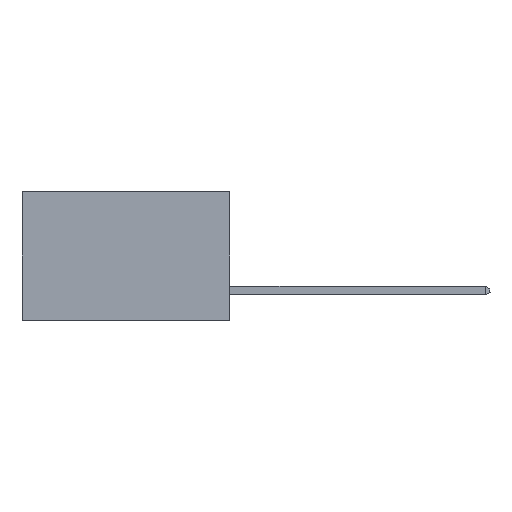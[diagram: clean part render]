
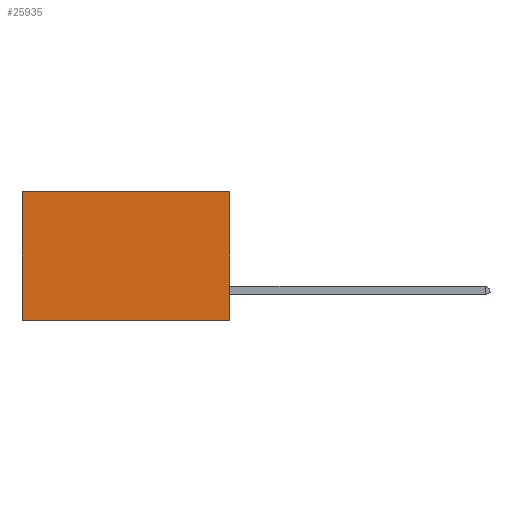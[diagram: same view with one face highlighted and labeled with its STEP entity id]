
A CAD part, left-side view. The second image highlights one B-rep face of the part: STEP entity #25935.
In plain terms, the highlighted planar face has unit normal (-1, 0, 0).
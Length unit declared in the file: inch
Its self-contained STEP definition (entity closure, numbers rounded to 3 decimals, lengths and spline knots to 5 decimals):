
#2551 = EDGE_CURVE ( 'NONE', #21446, #9349, #4585, .T. ) ;
#2736 = ORIENTED_EDGE ( 'NONE', *, *, #16611, .T. ) ;
#2803 = ORIENTED_EDGE ( 'NONE', *, *, #17600, .T. ) ;
#4585 = LINE ( 'NONE', #4980, #11280 ) ;
#4980 = CARTESIAN_POINT ( 'NONE',  ( 0.298, 0., -0.37 ) ) ;
#5134 = CARTESIAN_POINT ( 'NONE',  ( 0.298, 0.6, 0. ) ) ;
#7127 = DIRECTION ( 'NONE',  ( 0., 0., -1. ) ) ;
#7398 = PLANE ( 'NONE',  #8566 ) ;
#7567 = VECTOR ( 'NONE', #7127, 39.37008 ) ;
#8566 = AXIS2_PLACEMENT_3D ( 'NONE', #9542, #24457, #26661 ) ;
#8697 = CARTESIAN_POINT ( 'NONE',  ( 0.298, 0., 0. ) ) ;
#9349 = VERTEX_POINT ( 'NONE', #18276 ) ;
#9542 = CARTESIAN_POINT ( 'NONE',  ( 0.298, 0., 0. ) ) ;
#11280 = VECTOR ( 'NONE', #24493, 39.37008 ) ;
#15115 = LINE ( 'NONE', #8697, #27151 ) ;
#15416 = FACE_OUTER_BOUND ( 'NONE', #22595, .T. ) ;
#15461 = CARTESIAN_POINT ( 'NONE',  ( 0.298, 0.6, 0. ) ) ;
#16611 = EDGE_CURVE ( 'NONE', #19181, #21455, #20299, .T. ) ;
#17018 = DIRECTION ( 'NONE',  ( 0., 0., -1. ) ) ;
#17600 = EDGE_CURVE ( 'NONE', #21455, #9349, #18915, .T. ) ;
#17651 = DIRECTION ( 'NONE',  ( 0., 1., 0. ) ) ;
#17671 = CARTESIAN_POINT ( 'NONE',  ( 0.298, 0., -0.37 ) ) ;
#18276 = CARTESIAN_POINT ( 'NONE',  ( 0.298, 0.6, -0.37 ) ) ;
#18915 = LINE ( 'NONE', #5134, #7567 ) ;
#19181 = VERTEX_POINT ( 'NONE', #22954 ) ;
#20299 = LINE ( 'NONE', #24167, #27386 ) ;
#20633 = EDGE_CURVE ( 'NONE', #19181, #21446, #15115, .T. ) ;
#20713 = ORIENTED_EDGE ( 'NONE', *, *, #2551, .F. ) ;
#20867 = ORIENTED_EDGE ( 'NONE', *, *, #20633, .F. ) ;
#21446 = VERTEX_POINT ( 'NONE', #17671 ) ;
#21455 = VERTEX_POINT ( 'NONE', #15461 ) ;
#22595 = EDGE_LOOP ( 'NONE', ( #2803, #20713, #20867, #2736 ) ) ;
#22954 = CARTESIAN_POINT ( 'NONE',  ( 0.298, 0., 0. ) ) ;
#24167 = CARTESIAN_POINT ( 'NONE',  ( 0.298, 0., 0. ) ) ;
#24457 = DIRECTION ( 'NONE',  ( 1., 0., 0. ) ) ;
#24493 = DIRECTION ( 'NONE',  ( 0., 1., 0. ) ) ;
#25935 = ADVANCED_FACE ( 'NONE', ( #15416 ), #7398, .F. ) ;
#26661 = DIRECTION ( 'NONE',  ( 0., 0., -1. ) ) ;
#27151 = VECTOR ( 'NONE', #17018, 39.37008 ) ;
#27386 = VECTOR ( 'NONE', #17651, 39.37008 ) ;
